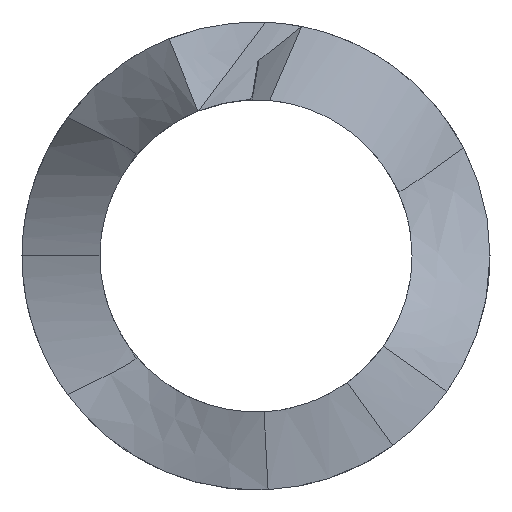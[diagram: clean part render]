
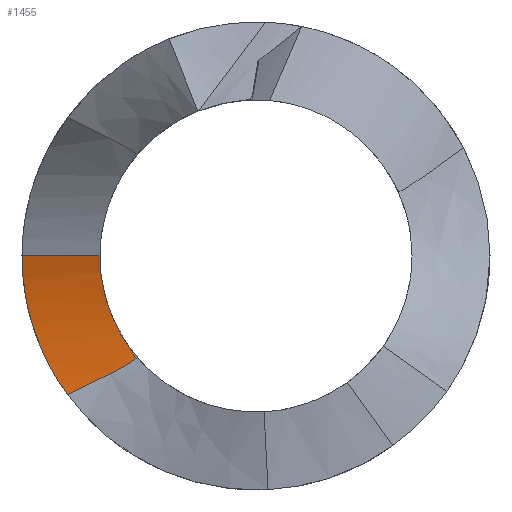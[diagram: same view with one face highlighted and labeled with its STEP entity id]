
A CAD part, left-side view. The second image highlights one B-rep face of the part: STEP entity #1455.
In plain terms, the highlighted cylindrical face has radius 9.525 mm (diameter 19.05 mm), a partial arc.
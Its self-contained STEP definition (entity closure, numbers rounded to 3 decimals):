
#1 = CARTESIAN_POINT ( 'NONE',  ( -191.913, -150.826, -3.682 ) ) ;
#23 = CARTESIAN_POINT ( 'NONE',  ( -189.077, -146.475, 0. ) ) ;
#30 = CARTESIAN_POINT ( 'NONE',  ( -133.287, -3.663, 0. ) ) ;
#41 = CARTESIAN_POINT ( 'NONE',  ( -190.078, -147.113, -3.993 ) ) ;
#159 = CARTESIAN_POINT ( 'NONE',  ( -192.296, -151.117, -4.177 ) ) ;
#165 =( BOUNDED_CURVE ( )  B_SPLINE_CURVE ( 3, ( #1563, #458, #41, #1115 ),
 .UNSPECIFIED., .F., .F. ) 
 B_SPLINE_CURVE_WITH_KNOTS ( ( 4, 4 ),
 ( 3.142, 3.776 ),
 .UNSPECIFIED. ) 
 CURVE ( )  GEOMETRIC_REPRESENTATION_ITEM ( )  RATIONAL_B_SPLINE_CURVE ( ( 1., 0.967, 0.967, 1. ) ) 
 REPRESENTATION_ITEM ( '' )  );
#244 = CARTESIAN_POINT ( 'NONE',  ( -192.273, -151.13, -4.122 ) ) ;
#247 = CARTESIAN_POINT ( 'NONE',  ( -124.648, -7.673, 0. ) ) ;
#251 = AXIS2_PLACEMENT_3D ( 'NONE', #30, #290, #890 ) ;
#281 = VERTEX_POINT ( 'NONE', #1 ) ;
#290 = DIRECTION ( 'NONE',  ( -0.421, -0.907, 0. ) ) ;
#319 = EDGE_CURVE ( 'NONE', #1019, #1599, #2126, .T. ) ;
#346 = ORIENTED_EDGE ( 'NONE', *, *, #2092, .F. ) ;
#377 = CARTESIAN_POINT ( 'NONE',  ( -192.09, -150.985, -3.899 ) ) ;
#419 = CARTESIAN_POINT ( 'NONE',  ( -192.228, -151.101, -4.062 ) ) ;
#458 = CARTESIAN_POINT ( 'NONE',  ( -189.077, -146.475, -2.048 ) ) ;
#503 = EDGE_CURVE ( 'NONE', #1019, #2518, #165, .T. ) ;
#505 = ORIENTED_EDGE ( 'NONE', *, *, #503, .T. ) ;
#564 = CARTESIAN_POINT ( 'NONE',  ( -190.586, -149.679, -0.698 ) ) ;
#577 = CARTESIAN_POINT ( 'NONE',  ( -191.076, -150.093, -2.335 ) ) ;
#604 = CARTESIAN_POINT ( 'NONE',  ( -190.551, -149.65, 0. ) ) ;
#610 = CARTESIAN_POINT ( 'NONE',  ( -192.291, -151.129, -4.159 ) ) ;
#625 = CARTESIAN_POINT ( 'NONE',  ( -191.913, -150.826, -3.682 ) ) ;
#673 = CARTESIAN_POINT ( 'NONE',  ( -192.263, -150.766, -4.411 ) ) ;
#789 = CARTESIAN_POINT ( 'NONE',  ( -192.299, -151.074, -4.22 ) ) ;
#833 = CARTESIAN_POINT ( 'NONE',  ( -192.208, -150.345, -4.646 ) ) ;
#835 = ORIENTED_EDGE ( 'NONE', *, *, #319, .F. ) ;
#890 = DIRECTION ( 'NONE',  ( 0.907, -0.421, 0. ) ) ;
#1015 = CARTESIAN_POINT ( 'NONE',  ( -191.007, -150.034, -2.181 ) ) ;
#1019 = VERTEX_POINT ( 'NONE', #23 ) ;
#1082 = CARTESIAN_POINT ( 'NONE',  ( -192.244, -150.626, -4.49 ) ) ;
#1115 = CARTESIAN_POINT ( 'NONE',  ( -191.978, -148.326, -5.643 ) ) ;
#1203 = CARTESIAN_POINT ( 'NONE',  ( -192.102, -149.494, -5.099 ) ) ;
#1216 = CARTESIAN_POINT ( 'NONE',  ( -192.19, -150.204, -4.723 ) ) ;
#1291 = B_SPLINE_CURVE_WITH_KNOTS ( 'NONE', 3,
 ( #625, #1441, #377, #2728, #419, #2048, #244, #610, #159, #789, #2280, #2061, #1520, #673, #1082, #833, #1216, #1203, #2700, #1928 ),
 .UNSPECIFIED., .F., .F.,
 ( 4, 2, 2, 2, 2, 2, 2, 2, 2, 4 ),
 ( 0.015, 0.015, 0.015, 0.015, 0.015, 0.015, 0.015, 0.016, 0.016, 0.018 ),
 .UNSPECIFIED. ) ;
#1413 = CARTESIAN_POINT ( 'NONE',  ( -191.723, -150.655, -3.441 ) ) ;
#1426 = CARTESIAN_POINT ( 'NONE',  ( -191.299, -150.285, -2.772 ) ) ;
#1437 = CARTESIAN_POINT ( 'NONE',  ( -190.821, -149.876, -1.712 ) ) ;
#1441 = CARTESIAN_POINT ( 'NONE',  ( -192.001, -150.904, -3.793 ) ) ;
#1455 = ADVANCED_FACE ( 'NONE', ( #2180 ), #1923, .F. ) ;
#1520 = CARTESIAN_POINT ( 'NONE',  ( -192.284, -150.938, -4.307 ) ) ;
#1524 = EDGE_CURVE ( 'NONE', #281, #2518, #1291, .T. ) ;
#1563 = CARTESIAN_POINT ( 'NONE',  ( -189.077, -146.475, 0. ) ) ;
#1599 = VERTEX_POINT ( 'NONE', #2148 ) ;
#1604 = CARTESIAN_POINT ( 'NONE',  ( -190.551, -149.65, -0.351 ) ) ;
#1631 = CARTESIAN_POINT ( 'NONE',  ( -190.723, -149.793, -1.386 ) ) ;
#1642 = CARTESIAN_POINT ( 'NONE',  ( -191.544, -150.498, -3.185 ) ) ;
#1880 = ORIENTED_EDGE ( 'NONE', *, *, #1524, .F. ) ;
#1923 = CYLINDRICAL_SURFACE ( 'NONE', #251, 9.525 ) ;
#1928 = CARTESIAN_POINT ( 'NONE',  ( -191.978, -148.326, -5.643 ) ) ;
#1931 = DIRECTION ( 'NONE',  ( -0.421, -0.907, 0. ) ) ;
#1965 = CARTESIAN_POINT ( 'NONE',  ( -191.978, -148.326, -5.643 ) ) ;
#2048 = CARTESIAN_POINT ( 'NONE',  ( -192.261, -151.124, -4.107 ) ) ;
#2061 = CARTESIAN_POINT ( 'NONE',  ( -192.288, -150.972, -4.286 ) ) ;
#2092 = EDGE_CURVE ( 'NONE', #1599, #281, #2356, .T. ) ;
#2126 = LINE ( 'NONE', #247, #2548 ) ;
#2148 = CARTESIAN_POINT ( 'NONE',  ( -190.551, -149.65, 0. ) ) ;
#2180 = FACE_OUTER_BOUND ( 'NONE', #2453, .T. ) ;
#2280 = CARTESIAN_POINT ( 'NONE',  ( -192.295, -151.04, -4.242 ) ) ;
#2356 = B_SPLINE_CURVE_WITH_KNOTS ( 'NONE', 3,
 ( #604, #1604, #564, #1631, #1437, #1015, #577, #2468, #1426, #1642, #1413, #2708 ),
 .UNSPECIFIED., .F., .F.,
 ( 4, 2, 2, 2, 2, 4 ),
 ( 0.022, 0.023, 0.024, 0.024, 0.025, 0.026 ),
 .UNSPECIFIED. ) ;
#2453 = EDGE_LOOP ( 'NONE', ( #835, #505, #1880, #346 ) ) ;
#2468 = CARTESIAN_POINT ( 'NONE',  ( -191.222, -150.218, -2.63 ) ) ;
#2518 = VERTEX_POINT ( 'NONE', #1965 ) ;
#2548 = VECTOR ( 'NONE', #1931, 1000. ) ;
#2700 = CARTESIAN_POINT ( 'NONE',  ( -192.038, -148.914, -5.38 ) ) ;
#2708 = CARTESIAN_POINT ( 'NONE',  ( -191.913, -150.826, -3.682 ) ) ;
#2728 = CARTESIAN_POINT ( 'NONE',  ( -192.204, -151.082, -4.035 ) ) ;
